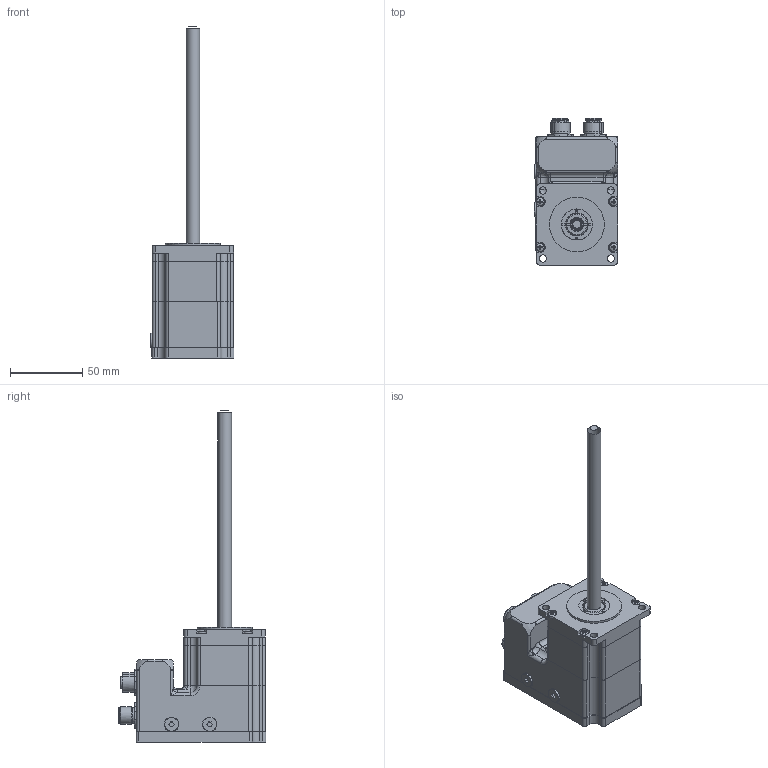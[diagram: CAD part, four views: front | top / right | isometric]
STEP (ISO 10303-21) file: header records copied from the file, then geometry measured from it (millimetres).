
FILE_DESCRIPTION(/* description */ (''),/* implementation_level */ '2;1');
FILE_NAME(/* name */ 'PSA56S-E-1-VQKE-152.stp',/* time_stamp */ '2023-02-03T15:45:32+08:00',/* author */ ('tao.xu'),/* organization */ (''),/* preprocessor_version */ 'ST-DEVELOPER v18',/* originating_system */ 'Autodesk Inventor 2020',/* authorisation */ '');
FILE_SCHEMA (('CONFIG_CONTROL_DESIGN'));
Products named in the file (1): 零件10
Bounding box: 58.2 x 102.3 x 230.2 mm (x, y, z)
Volume: 181196.4 mm3; surface area: 83086.4 mm2
Topology: 1 solids, 17 shells, 1605 faces, 4322 edges, 2879 vertices
Faces by surface type: plane 834, cylinder 472, cone 167, torus 78, bspline 28, sphere 26
Full cylindrical faces by diameter (mm): 0.217 x4, 0.434 x1, 0.63 x12, 1 x5, 1.1 x22, 1.2 x12, 1.3 x13, 1.5 x2, 1.7 x4, 2 x2, 2.013 x2, 2.459 x2, 2.5 x6, 2.675 x4, 2.693 x4, 3 x8, 3.2 x4, 3.4 x4, 4 x1, 5 x6, 5.5 x4, 6 x3, 7 x1, 9.525 x1, 10 x2, 10.7 x2, 10.75 x1, 10.9 x3, 12 x1, 12.2 x2
Entity records: 54353 total; most frequent: CARTESIAN_POINT 11866, DIRECTION 8835, ORIENTED_EDGE 8574, EDGE_CURVE 4287, AXIS2_PLACEMENT_3D 3263, VERTEX_POINT 2879, LINE 2309, VECTOR 2309
